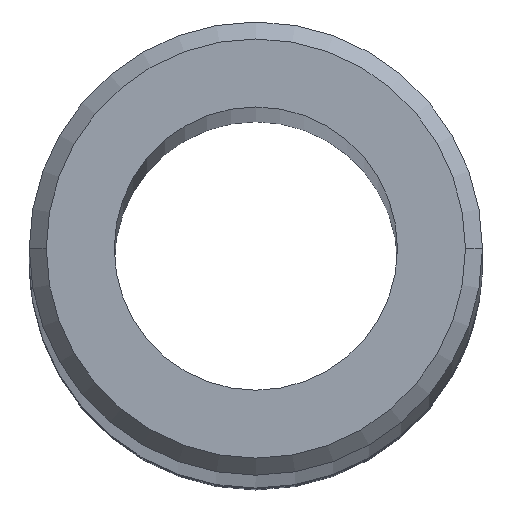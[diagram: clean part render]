
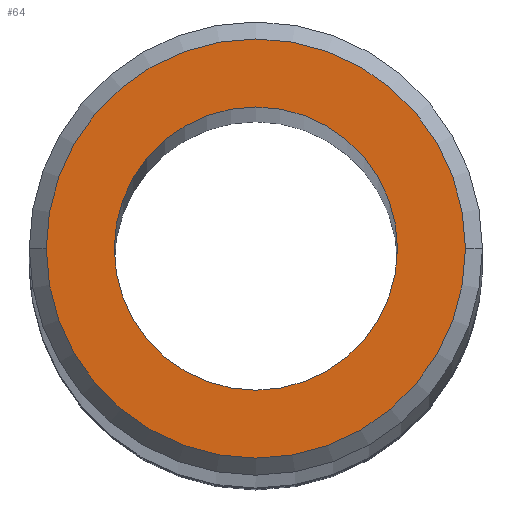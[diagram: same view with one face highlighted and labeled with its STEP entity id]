
A CAD part, top view. The second image highlights one B-rep face of the part: STEP entity #64.
In plain terms, the highlighted planar face has unit normal (0, 0, 1).
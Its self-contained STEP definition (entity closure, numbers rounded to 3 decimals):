
#7 = EDGE_LOOP ( 'NONE', ( #65, #67 ) ) ;
#20 = ORIENTED_EDGE ( 'NONE', *, *, #68, .F. ) ;
#39 = ORIENTED_EDGE ( 'NONE', *, *, #95, .F. ) ;
#41 = EDGE_CURVE ( 'NONE', #78, #75, #1014, .T. ) ;
#55 = VERTEX_POINT ( 'NONE', #968 ) ;
#63 = EDGE_LOOP ( 'NONE', ( #20, #39 ) ) ;
#64 = ADVANCED_FACE ( 'NONE', ( #576, #581 ), #430, .T. ) ;
#65 = ORIENTED_EDGE ( 'NONE', *, *, #41, .T. ) ;
#67 = ORIENTED_EDGE ( 'NONE', *, *, #80, .T. ) ;
#68 = EDGE_CURVE ( 'NONE', #55, #82, #1362, .T. ) ;
#75 = VERTEX_POINT ( 'NONE', #1328 ) ;
#78 = VERTEX_POINT ( 'NONE', #1442 ) ;
#80 = EDGE_CURVE ( 'NONE', #75, #78, #1340, .T. ) ;
#82 = VERTEX_POINT ( 'NONE', #1465 ) ;
#95 = EDGE_CURVE ( 'NONE', #82, #55, #1453, .T. ) ;
#428 = DIRECTION ( 'NONE',  ( 0., 0., 1. ) ) ;
#429 = CARTESIAN_POINT ( 'NONE',  ( 0., 0., 75. ) ) ;
#430 = PLANE ( 'NONE',  #575 ) ;
#529 = DIRECTION ( 'NONE',  ( 1., 0., 0. ) ) ;
#575 = AXIS2_PLACEMENT_3D ( 'NONE', #429, #428, #529 ) ;
#576 = FACE_OUTER_BOUND ( 'NONE', #7, .T. ) ;
#581 = FACE_BOUND ( 'NONE', #63, .T. ) ;
#968 = CARTESIAN_POINT ( 'NONE',  ( 2.5, 0., 75. ) ) ;
#975 = DIRECTION ( 'NONE',  ( 1., 0., 0. ) ) ;
#976 = DIRECTION ( 'NONE',  ( 0., 0., 1. ) ) ;
#977 = CARTESIAN_POINT ( 'NONE',  ( 0., 0., 75. ) ) ;
#978 = AXIS2_PLACEMENT_3D ( 'NONE', #977, #976, #975 ) ;
#1014 = CIRCLE ( 'NONE', #978, 3.7 ) ;
#1299 = DIRECTION ( 'NONE',  ( 1., 0., 0. ) ) ;
#1300 = DIRECTION ( 'NONE',  ( 0., 0., 1. ) ) ;
#1301 = CARTESIAN_POINT ( 'NONE',  ( 0., 0., 75. ) ) ;
#1328 = CARTESIAN_POINT ( 'NONE',  ( 3.7, 0., 75. ) ) ;
#1336 = DIRECTION ( 'NONE',  ( 1., 0., 0. ) ) ;
#1337 = DIRECTION ( 'NONE',  ( 0., 0., 1. ) ) ;
#1338 = CARTESIAN_POINT ( 'NONE',  ( 0., 0., 75. ) ) ;
#1339 = AXIS2_PLACEMENT_3D ( 'NONE', #1338, #1337, #1336 ) ;
#1340 = CIRCLE ( 'NONE', #1339, 3.7 ) ;
#1357 = AXIS2_PLACEMENT_3D ( 'NONE', #1464, #1417, #1416 ) ;
#1362 = CIRCLE ( 'NONE', #1372, 2.5 ) ;
#1372 = AXIS2_PLACEMENT_3D ( 'NONE', #1301, #1300, #1299 ) ;
#1416 = DIRECTION ( 'NONE',  ( 1., 0., 0. ) ) ;
#1417 = DIRECTION ( 'NONE',  ( 0., 0., 1. ) ) ;
#1442 = CARTESIAN_POINT ( 'NONE',  ( -3.7, 0., 75. ) ) ;
#1453 = CIRCLE ( 'NONE', #1357, 2.5 ) ;
#1464 = CARTESIAN_POINT ( 'NONE',  ( 0., 0., 75. ) ) ;
#1465 = CARTESIAN_POINT ( 'NONE',  ( -2.5, 0., 75. ) ) ;
